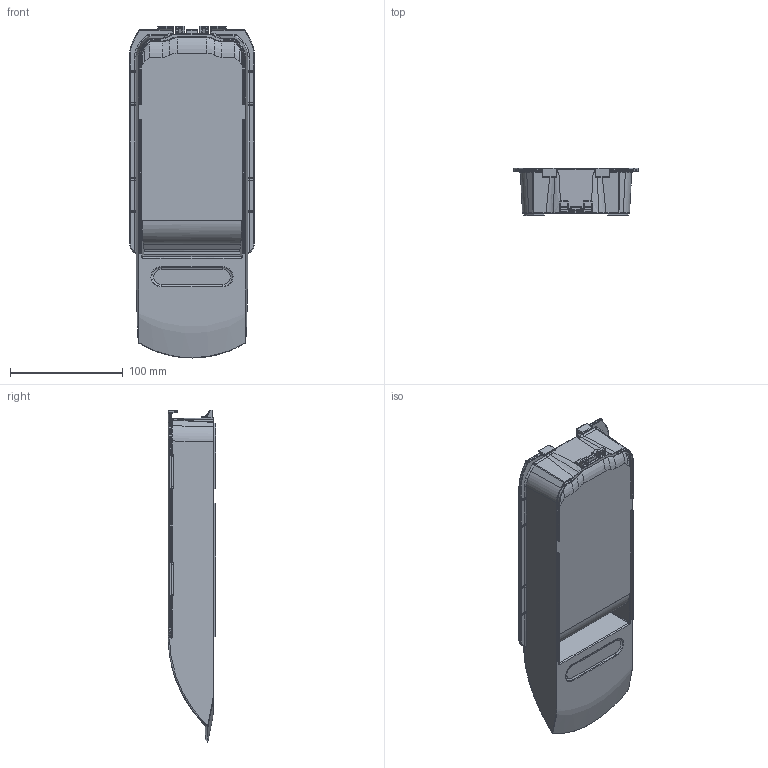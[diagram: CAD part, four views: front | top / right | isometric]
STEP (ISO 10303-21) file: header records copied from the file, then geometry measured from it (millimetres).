
FILE_DESCRIPTION (( 'STEP AP214' ), '1' );
FILE_NAME ('Accessories for aluminium profiles061MTC2K291H.step', '2017-02-27T14:38:04', ( '' ), ( '' ), 'SwSTEP 2.0', 'SolidWorks 2016', '' );
FILE_SCHEMA (( 'AUTOMOTIVE_DESIGN' ));
Length unit declared in the file: millimetre
Products named in the file (4): 340ME489_340ME489; 061ML22_061ML22; 061MGC2K291HR01_061MTC2K291HR01; Accessories for aluminium profiles061MTC2K291H
Assembly tree (3 placements, depth 2):
  Accessories for aluminium profiles061MTC2K291H
    061MGC2K291HR01_061MTC2K291HR01
    061ML22_061ML22
    340ME489_340ME489
Bounding box: 110.63 x 42 x 294.1 mm (x, y, z)
Volume: 167395 mm3; surface area: 122607.5 mm2
Topology: 3 solids, 3 shells, 1376 faces, 3373 edges, 1907 vertices
Faces by surface type: cylinder 509, bspline 436, plane 268, sphere 95, torus 41, cone 27
Entity records: 51605 total; most frequent: CARTESIAN_POINT 24133, ORIENTED_EDGE 6500, DIRECTION 4803, EDGE_CURVE 3250, VERTEX_POINT 1903, AXIS2_PLACEMENT_3D 1855, EDGE_LOOP 1399, ADVANCED_FACE 1376
